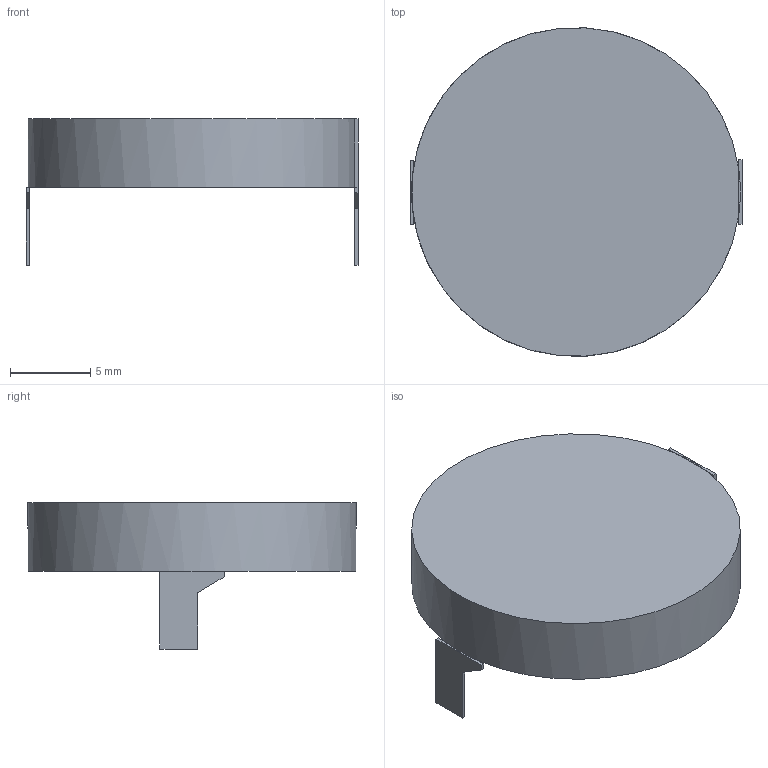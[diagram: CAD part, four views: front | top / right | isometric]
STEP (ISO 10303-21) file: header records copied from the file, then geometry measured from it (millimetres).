
FILE_DESCRIPTION(('FreeCAD Model'),'2;1');
FILE_NAME('CR2032.step','2021-03-11T11:15:35',('Author' ),(''),'Open CASCADE STEP processor 7.4','FreeCAD','Unknown');
FILE_SCHEMA(('AUTOMOTIVE_DESIGN { 1 0 10303 214 1 1 1 1 }'));
Length unit declared in the file: millimetre
Products named in the file (1): Body
Bounding box: 20.7 x 20.46 x 9.11 mm (x, y, z)
Volume: 1410.5 mm3; surface area: 1002.6 mm2
Topology: 1 solids, 1 shells, 25 faces, 58 edges, 35 vertices
Faces by surface type: plane 24, cylinder 1
Entity records: 1465 total; most frequent: CARTESIAN_POINT 235, DIRECTION 232, LINE 160, VECTOR 160, ORIENTED_EDGE 116, PCURVE 116, DEFINITIONAL_REPRESENTATION 116, EDGE_CURVE 58
